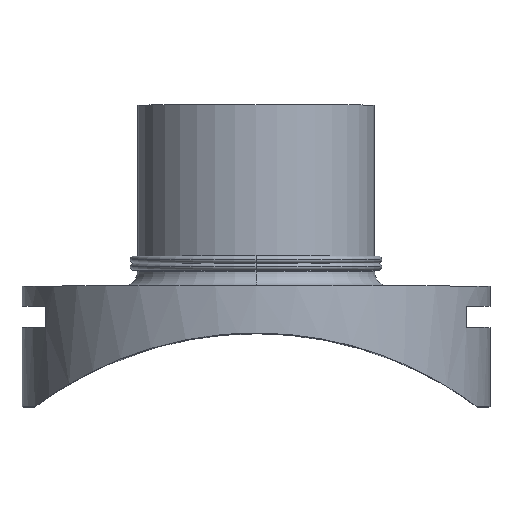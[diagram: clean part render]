
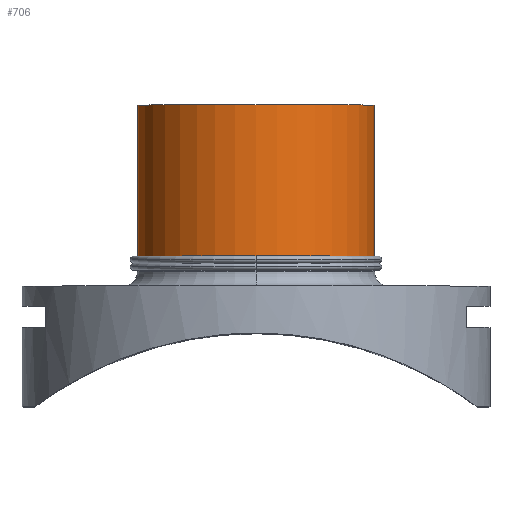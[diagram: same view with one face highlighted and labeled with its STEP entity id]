
A CAD part, top view. The second image highlights one B-rep face of the part: STEP entity #706.
In plain terms, the highlighted cylindrical face has radius 90 mm (diameter 180 mm), a partial arc.
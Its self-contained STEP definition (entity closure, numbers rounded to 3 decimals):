
#344 = EDGE_CURVE( '', #374, #458, #844, .T. );
#358 = VERTEX_POINT( '', #858 );
#374 = VERTEX_POINT( '', #875 );
#380 = EDGE_CURVE( '', #630, #374, #881, .T. );
#398 = EDGE_CURVE( '', #458, #660, #902, .T. );
#456 = EDGE_CURVE( '', #358, #630, #965, .T. );
#458 = VERTEX_POINT( '', #967 );
#630 = VERTEX_POINT( '', #1157 );
#634 = EDGE_CURVE( '', #660, #358, #1161, .T. );
#660 = VERTEX_POINT( '', #1192 );
#706 = ADVANCED_FACE( '', ( #1243 ), #1244, .T. );
#844 = LINE( '', #1461, #1462 );
#858 = CARTESIAN_POINT( '', ( 90., 111.7, 0. ) );
#875 = CARTESIAN_POINT( '', ( -90., 229., 0. ) );
#881 = CIRCLE( '', #1510, 90. );
#902 = CIRCLE( '', #1536, 90. );
#965 = LINE( '', #1683, #1684 );
#967 = CARTESIAN_POINT( '', ( -90., 111.7, 0. ) );
#1157 = CARTESIAN_POINT( '', ( 90., 229., 0. ) );
#1161 = CIRCLE( '', #2003, 90. );
#1192 = CARTESIAN_POINT( '', ( 0., 111.7, 90. ) );
#1243 = FACE_OUTER_BOUND( '', #2139, .T. );
#1244 = CYLINDRICAL_SURFACE( '', #2140, 90. );
#1461 = CARTESIAN_POINT( '', ( -90., 165.767, 0. ) );
#1462 = VECTOR( '', #2345, 1. );
#1510 = AXIS2_PLACEMENT_3D( '', #2370, #2371, #2372 );
#1536 = AXIS2_PLACEMENT_3D( '', #2401, #2402, #2403 );
#1683 = CARTESIAN_POINT( '', ( 90., 165.767, 0. ) );
#1684 = VECTOR( '', #2468, 1. );
#2003 = AXIS2_PLACEMENT_3D( '', #2716, #2717, #2718 );
#2139 = EDGE_LOOP( '', ( #2830, #2831, #2832, #2833, #2834 ) );
#2140 = AXIS2_PLACEMENT_3D( '', #2835, #2836, #2837 );
#2345 = DIRECTION( '', ( 0., -1., 0. ) );
#2370 = CARTESIAN_POINT( '', ( 0., 229., 0. ) );
#2371 = DIRECTION( '', ( 0., -1., 0. ) );
#2372 = DIRECTION( '', ( -1., 0., 0. ) );
#2401 = CARTESIAN_POINT( '', ( 0., 111.7, 0. ) );
#2402 = DIRECTION( '', ( 0., 1., 0. ) );
#2403 = DIRECTION( '', ( -1., 0., 0. ) );
#2468 = DIRECTION( '', ( 0., 1., 0. ) );
#2716 = CARTESIAN_POINT( '', ( 0., 111.7, 0. ) );
#2717 = DIRECTION( '', ( 0., 1., 0. ) );
#2718 = DIRECTION( '', ( -1., 0., 0. ) );
#2830 = ORIENTED_EDGE( '', *, *, #344, .T. );
#2831 = ORIENTED_EDGE( '', *, *, #398, .T. );
#2832 = ORIENTED_EDGE( '', *, *, #634, .T. );
#2833 = ORIENTED_EDGE( '', *, *, #456, .T. );
#2834 = ORIENTED_EDGE( '', *, *, #380, .T. );
#2835 = CARTESIAN_POINT( '', ( 0., 165.767, 0. ) );
#2836 = DIRECTION( '', ( 0., 1., 0. ) );
#2837 = DIRECTION( '', ( -1., 0., 0. ) );
